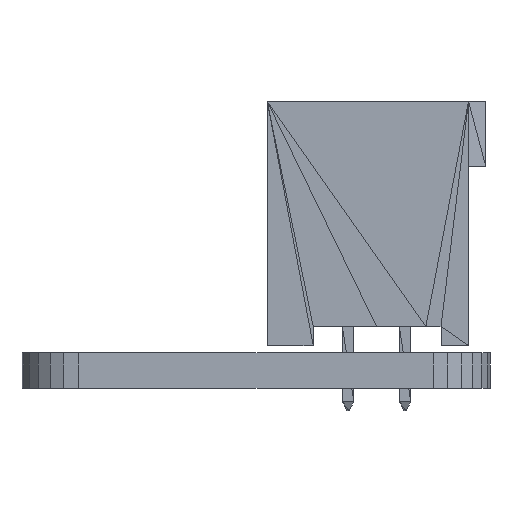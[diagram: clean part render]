
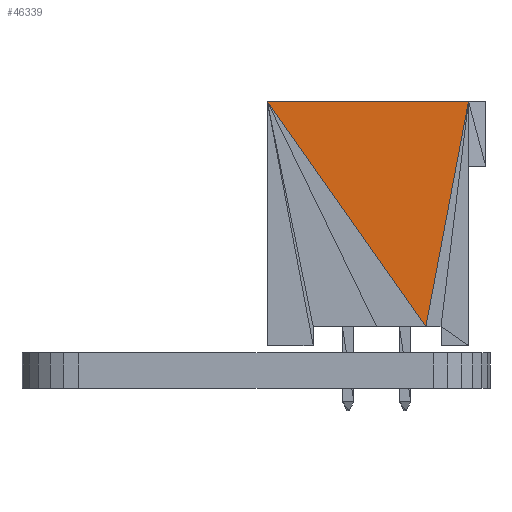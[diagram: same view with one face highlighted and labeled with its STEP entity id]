
A CAD part, left-side view. The second image highlights one B-rep face of the part: STEP entity #46339.
In plain terms, the highlighted planar face has unit normal (-1, 0, 0).
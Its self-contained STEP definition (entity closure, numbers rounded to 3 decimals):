
#32146 = VERTEX_POINT('',#32147);
#32147 = CARTESIAN_POINT('',(-16.575,-4.116,
    11.263));
#45369 = VERTEX_POINT('',#45370);
#45370 = CARTESIAN_POINT('',(-16.575,4.894,
    11.263));
#45940 = VERTEX_POINT('',#45941);
#45941 = CARTESIAN_POINT('',(-16.575,-2.208,
    1.174));
#46248 = EDGE_CURVE('',#45369,#32146,#46249,.T.);
#46249 = LINE('',#46250,#46251);
#46250 = CARTESIAN_POINT('',(-16.575,4.894,
    11.263));
#46251 = VECTOR('',#46252,1.);
#46252 = DIRECTION('',(0.,-1.,0.));
#46328 = EDGE_CURVE('',#32146,#45940,#46329,.T.);
#46329 = LINE('',#46330,#46331);
#46330 = CARTESIAN_POINT('',(-16.575,-4.116,
    11.263));
#46331 = VECTOR('',#46332,1.);
#46332 = DIRECTION('',(0.,0.186,-0.983));
#46339 = ADVANCED_FACE('',(#46340),#46350,.F.);
#46340 = FACE_BOUND('',#46341,.T.);
#46341 = EDGE_LOOP('',(#46342,#46343,#46344));
#46342 = ORIENTED_EDGE('',*,*,#46328,.F.);
#46343 = ORIENTED_EDGE('',*,*,#46248,.F.);
#46344 = ORIENTED_EDGE('',*,*,#46345,.T.);
#46345 = EDGE_CURVE('',#45369,#45940,#46346,.T.);
#46346 = LINE('',#46347,#46348);
#46347 = CARTESIAN_POINT('',(-16.575,4.894,
    11.263));
#46348 = VECTOR('',#46349,1.);
#46349 = DIRECTION('',(0.,-0.576,-0.818));
#46350 = PLANE('',#46351);
#46351 = AXIS2_PLACEMENT_3D('',#46352,#46353,#46354);
#46352 = CARTESIAN_POINT('',(-16.575,-2.208,
    1.174));
#46353 = DIRECTION('',(1.,0.,0.));
#46354 = DIRECTION('',(0.,0.,1.));
